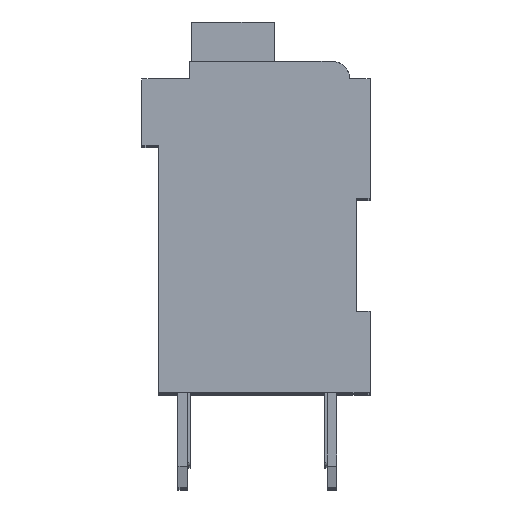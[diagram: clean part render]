
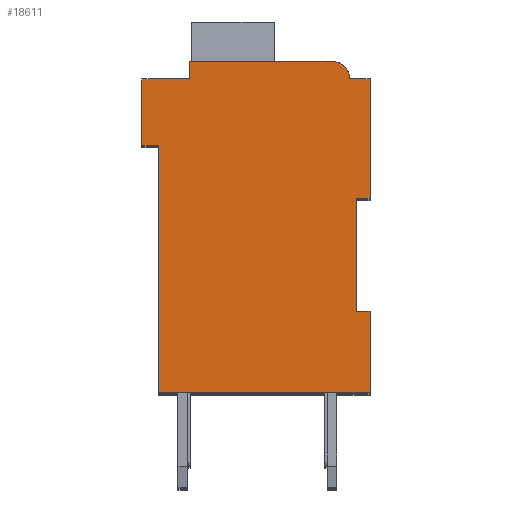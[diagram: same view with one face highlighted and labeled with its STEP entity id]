
A CAD part, top view. The second image highlights one B-rep face of the part: STEP entity #18611.
In plain terms, the highlighted planar face has unit normal (0, 0, 1).
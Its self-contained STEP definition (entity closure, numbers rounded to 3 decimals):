
#3026=DIRECTION('',(1.,0.,0.));
#3027=VECTOR('',#3026,0.5);
#3028=CARTESIAN_POINT('',(7.3,7.15,2.1));
#3029=LINE('',#3028,#3027);
#3030=DIRECTION('',(0.,1.,0.));
#3031=VECTOR('',#3030,4.15);
#3032=CARTESIAN_POINT('',(7.3,3.,2.1));
#3033=LINE('',#3032,#3031);
#3034=DIRECTION('',(-1.,0.,0.));
#3035=VECTOR('',#3034,0.5);
#3036=CARTESIAN_POINT('',(7.8,3.,2.1));
#3037=LINE('',#3036,#3035);
#3038=DIRECTION('',(0.,1.,0.));
#3039=VECTOR('',#3038,3.);
#3040=CARTESIAN_POINT('',(7.8,0.,2.1));
#3041=LINE('',#3040,#3039);
#3042=DIRECTION('',(1.,0.,0.));
#3043=VECTOR('',#3042,7.8);
#3044=CARTESIAN_POINT('',(0.,0.,2.1));
#3045=LINE('',#3044,#3043);
#3046=DIRECTION('',(0.,-1.,0.));
#3047=VECTOR('',#3046,9.1);
#3048=CARTESIAN_POINT('',(0.,9.1,2.1));
#3049=LINE('',#3048,#3047);
#3050=DIRECTION('',(1.,0.,0.));
#3051=VECTOR('',#3050,0.6);
#3052=CARTESIAN_POINT('',(-0.6,9.1,2.1));
#3053=LINE('',#3052,#3051);
#3054=DIRECTION('',(0.,-1.,0.));
#3055=VECTOR('',#3054,2.45);
#3056=CARTESIAN_POINT('',(-0.6,11.55,2.1));
#3057=LINE('',#3056,#3055);
#3058=DIRECTION('',(-1.,0.,0.));
#3059=VECTOR('',#3058,1.75);
#3060=CARTESIAN_POINT('',(1.15,11.55,2.1));
#3061=LINE('',#3060,#3059);
#3062=DIRECTION('',(0.,-1.,0.));
#3063=VECTOR('',#3062,0.65);
#3064=CARTESIAN_POINT('',(1.15,12.2,2.1));
#3065=LINE('',#3064,#3063);
#3066=DIRECTION('',(-1.,0.,0.));
#3067=VECTOR('',#3066,5.25);
#3068=CARTESIAN_POINT('',(6.4,12.2,2.1));
#3069=LINE('',#3068,#3067);
#3070=CARTESIAN_POINT('',(6.4,11.55,2.1));
#3071=DIRECTION('',(0.,0.,1.));
#3072=DIRECTION('',(1.,0.,0.));
#3073=AXIS2_PLACEMENT_3D('',#3070,#3071,#3072);
#3075=DIRECTION('',(-1.,0.,0.));
#3076=VECTOR('',#3075,0.75);
#3077=CARTESIAN_POINT('',(7.8,11.55,2.1));
#3078=LINE('',#3077,#3076);
#3079=DIRECTION('',(0.,1.,0.));
#3080=VECTOR('',#3079,4.4);
#3081=CARTESIAN_POINT('',(7.8,7.15,2.1));
#3082=LINE('',#3081,#3080);
#12171=CARTESIAN_POINT('',(7.3,7.15,2.1));
#12172=CARTESIAN_POINT('',(7.8,7.15,2.1));
#12173=VERTEX_POINT('',#12171);
#12174=VERTEX_POINT('',#12172);
#12175=CARTESIAN_POINT('',(7.8,11.55,2.1));
#12176=VERTEX_POINT('',#12175);
#12177=CARTESIAN_POINT('',(7.05,11.55,2.1));
#12178=VERTEX_POINT('',#12177);
#12179=CARTESIAN_POINT('',(6.4,12.2,2.1));
#12180=VERTEX_POINT('',#12179);
#12181=CARTESIAN_POINT('',(1.15,12.2,2.1));
#12182=VERTEX_POINT('',#12181);
#12183=CARTESIAN_POINT('',(1.15,11.55,2.1));
#12184=VERTEX_POINT('',#12183);
#12185=CARTESIAN_POINT('',(-0.6,11.55,2.1));
#12186=VERTEX_POINT('',#12185);
#12187=CARTESIAN_POINT('',(-0.6,9.1,2.1));
#12188=VERTEX_POINT('',#12187);
#12189=CARTESIAN_POINT('',(0.,9.1,2.1));
#12190=VERTEX_POINT('',#12189);
#12191=CARTESIAN_POINT('',(0.,0.,2.1));
#12192=VERTEX_POINT('',#12191);
#12193=CARTESIAN_POINT('',(7.8,0.,2.1));
#12194=VERTEX_POINT('',#12193);
#12195=CARTESIAN_POINT('',(7.8,3.,2.1));
#12196=VERTEX_POINT('',#12195);
#12197=CARTESIAN_POINT('',(7.3,3.,2.1));
#12198=VERTEX_POINT('',#12197);
#18587=CARTESIAN_POINT('',(0.,0.,2.1));
#18588=DIRECTION('',(0.,0.,1.));
#18589=DIRECTION('',(1.,0.,0.));
#18590=AXIS2_PLACEMENT_3D('',#18587,#18588,#18589);
#18591=PLANE('',#18590);
#18592=ORIENTED_EDGE('',*,*,#15988,.F.);
#18593=ORIENTED_EDGE('',*,*,#16610,.F.);
#18595=ORIENTED_EDGE('',*,*,#18594,.F.);
#18597=ORIENTED_EDGE('',*,*,#18596,.F.);
#18599=ORIENTED_EDGE('',*,*,#18598,.F.);
#18600=ORIENTED_EDGE('',*,*,#16832,.F.);
#18601=ORIENTED_EDGE('',*,*,#16960,.F.);
#18602=ORIENTED_EDGE('',*,*,#17189,.F.);
#18603=ORIENTED_EDGE('',*,*,#17423,.F.);
#18604=ORIENTED_EDGE('',*,*,#17492,.F.);
#18605=ORIENTED_EDGE('',*,*,#17849,.F.);
#18606=ORIENTED_EDGE('',*,*,#18375,.F.);
#18607=ORIENTED_EDGE('',*,*,#18247,.F.);
#18608=ORIENTED_EDGE('',*,*,#16326,.F.);
#18609=EDGE_LOOP('',(#18592,#18593,#18595,#18597,#18599,#18600,#18601,#18602,
#18603,#18604,#18605,#18606,#18607,#18608));
#18610=FACE_OUTER_BOUND('',#18609,.F.);
#3074=CIRCLE('',#3073,0.65);
#15988=EDGE_CURVE('',#12173,#12174,#3029,.T.);
#16326=EDGE_CURVE('',#12174,#12176,#3082,.T.);
#16610=EDGE_CURVE('',#12198,#12173,#3033,.T.);
#16832=EDGE_CURVE('',#12190,#12192,#3049,.T.);
#16960=EDGE_CURVE('',#12188,#12190,#3053,.T.);
#17189=EDGE_CURVE('',#12186,#12188,#3057,.T.);
#17423=EDGE_CURVE('',#12184,#12186,#3061,.T.);
#17492=EDGE_CURVE('',#12182,#12184,#3065,.T.);
#17849=EDGE_CURVE('',#12180,#12182,#3069,.T.);
#18247=EDGE_CURVE('',#12176,#12178,#3078,.T.);
#18375=EDGE_CURVE('',#12178,#12180,#3074,.T.);
#18594=EDGE_CURVE('',#12196,#12198,#3037,.T.);
#18596=EDGE_CURVE('',#12194,#12196,#3041,.T.);
#18598=EDGE_CURVE('',#12192,#12194,#3045,.T.);
#18611=ADVANCED_FACE('',(#18610),#18591,.T.);
